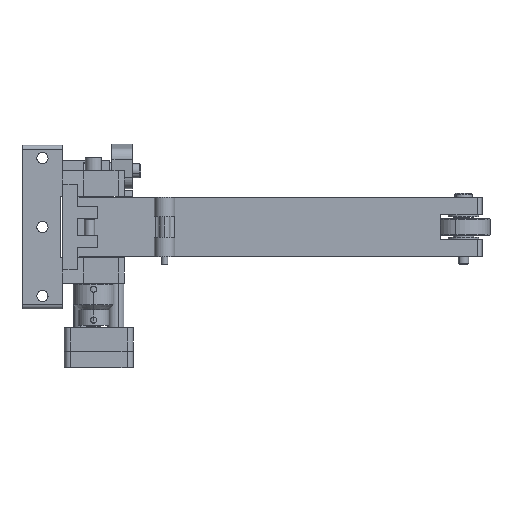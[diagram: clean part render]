
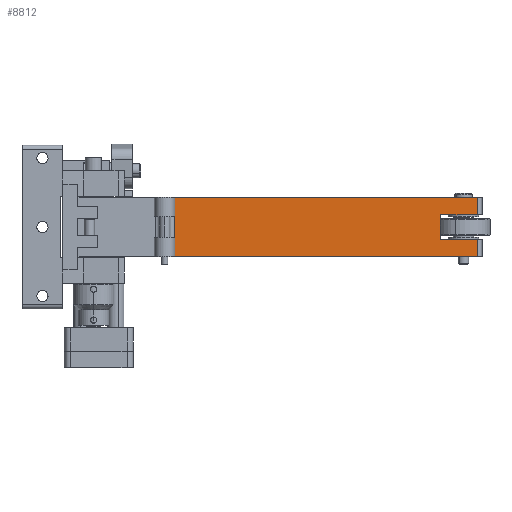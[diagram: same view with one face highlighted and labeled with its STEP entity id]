
A CAD part, front view. The second image highlights one B-rep face of the part: STEP entity #8812.
In plain terms, the highlighted face is planar.
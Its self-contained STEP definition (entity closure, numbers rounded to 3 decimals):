
#160 = CARTESIAN_POINT ( 'NONE',  ( 188., -10., 46. ) ) ;
#1672 = VECTOR ( 'NONE', #5522, 1000. ) ;
#2649 = VERTEX_POINT ( 'NONE', #9162 ) ;
#2944 = ORIENTED_EDGE ( 'NONE', *, *, #7202, .F. ) ;
#3133 = LINE ( 'NONE', #15262, #23873 ) ;
#3188 = LINE ( 'NONE', #9470, #10400 ) ;
#3601 = VERTEX_POINT ( 'NONE', #13022 ) ;
#4157 = ORIENTED_EDGE ( 'NONE', *, *, #12606, .T. ) ;
#4167 = VERTEX_POINT ( 'NONE', #22321 ) ;
#4492 = ORIENTED_EDGE ( 'NONE', *, *, #14373, .F. ) ;
#4538 = EDGE_LOOP ( 'NONE', ( #25133, #4157, #23213, #25269, #2944, #13229, #4492, #17710, #7517 ) ) ;
#4778 = EDGE_CURVE ( 'NONE', #7396, #7284, #14306, .T. ) ;
#5522 = DIRECTION ( 'NONE',  ( -1., 0., 0. ) ) ;
#6341 = DIRECTION ( 'NONE',  ( 1., 0., 0. ) ) ;
#7087 = DIRECTION ( 'NONE',  ( -1., 0., 0. ) ) ;
#7202 = EDGE_CURVE ( 'NONE', #19745, #7284, #12499, .T. ) ;
#7284 = VERTEX_POINT ( 'NONE', #13032 ) ;
#7396 = VERTEX_POINT ( 'NONE', #23321 ) ;
#7517 = ORIENTED_EDGE ( 'NONE', *, *, #13485, .T. ) ;
#7712 = PLANE ( 'NONE',  #24152 ) ;
#8683 = DIRECTION ( 'NONE',  ( -1., 0., 0. ) ) ;
#8812 = ADVANCED_FACE ( 'NONE', ( #26586 ), #7712, .F. ) ;
#9162 = CARTESIAN_POINT ( 'NONE',  ( 169.775, -10., 46. ) ) ;
#9470 = CARTESIAN_POINT ( 'NONE',  ( 188., -10., 25.5 ) ) ;
#9811 = CARTESIAN_POINT ( 'NONE',  ( 188., -10., 54.5 ) ) ;
#9878 = LINE ( 'NONE', #16132, #1672 ) ;
#10033 = DIRECTION ( 'NONE',  ( 0., 0., 1. ) ) ;
#10040 = EDGE_CURVE ( 'NONE', #24921, #12803, #21039, .T. ) ;
#10400 = VECTOR ( 'NONE', #18404, 1000. ) ;
#10478 = DIRECTION ( 'NONE',  ( -1., 0., 0. ) ) ;
#10599 = CARTESIAN_POINT ( 'NONE',  ( 190., -10., 25.5 ) ) ;
#11275 = VECTOR ( 'NONE', #6341, 1000. ) ;
#11843 = EDGE_CURVE ( 'NONE', #14475, #4167, #9878, .T. ) ;
#12399 = CARTESIAN_POINT ( 'NONE',  ( 181., -10., 46. ) ) ;
#12475 = VECTOR ( 'NONE', #13295, 1000. ) ;
#12499 = LINE ( 'NONE', #24703, #11275 ) ;
#12606 = EDGE_CURVE ( 'NONE', #4167, #3601, #15265, .T. ) ;
#12803 = VERTEX_POINT ( 'NONE', #12399 ) ;
#13022 = CARTESIAN_POINT ( 'NONE',  ( 39.5, -10., 25.5 ) ) ;
#13032 = CARTESIAN_POINT ( 'NONE',  ( 188., -10., 34. ) ) ;
#13229 = ORIENTED_EDGE ( 'NONE', *, *, #25787, .T. ) ;
#13295 = DIRECTION ( 'NONE',  ( 0., 0., 1. ) ) ;
#13485 = EDGE_CURVE ( 'NONE', #24921, #14475, #3188, .T. ) ;
#14306 = LINE ( 'NONE', #18219, #15132 ) ;
#14373 = EDGE_CURVE ( 'NONE', #12803, #2649, #3133, .T. ) ;
#14475 = VERTEX_POINT ( 'NONE', #9811 ) ;
#14821 = CARTESIAN_POINT ( 'NONE',  ( 190., -10., 46. ) ) ;
#15104 = VECTOR ( 'NONE', #10478, 1000. ) ;
#15127 = CARTESIAN_POINT ( 'NONE',  ( 39.5, -10., 25.5 ) ) ;
#15132 = VECTOR ( 'NONE', #26513, 1000. ) ;
#15262 = CARTESIAN_POINT ( 'NONE',  ( 190., -10., 46. ) ) ;
#15265 = LINE ( 'NONE', #15127, #18643 ) ;
#16005 = CARTESIAN_POINT ( 'NONE',  ( 190., -10., 25.5 ) ) ;
#16132 = CARTESIAN_POINT ( 'NONE',  ( 190., -10., 54.5 ) ) ;
#17710 = ORIENTED_EDGE ( 'NONE', *, *, #10040, .F. ) ;
#18219 = CARTESIAN_POINT ( 'NONE',  ( 188., -10., 25.5 ) ) ;
#18404 = DIRECTION ( 'NONE',  ( 0., 0., 1. ) ) ;
#18463 = LINE ( 'NONE', #10599, #19306 ) ;
#18643 = VECTOR ( 'NONE', #23394, 1000. ) ;
#19306 = VECTOR ( 'NONE', #8683, 1000. ) ;
#19745 = VERTEX_POINT ( 'NONE', #24037 ) ;
#21039 = LINE ( 'NONE', #14821, #15104 ) ;
#21648 = LINE ( 'NONE', #22723, #12475 ) ;
#21964 = DIRECTION ( 'NONE',  ( 0., 1., 0. ) ) ;
#22321 = CARTESIAN_POINT ( 'NONE',  ( 39.5, -10., 54.5 ) ) ;
#22723 = CARTESIAN_POINT ( 'NONE',  ( 169.775, -10., 35. ) ) ;
#23213 = ORIENTED_EDGE ( 'NONE', *, *, #24517, .F. ) ;
#23321 = CARTESIAN_POINT ( 'NONE',  ( 188., -10., 25.5 ) ) ;
#23394 = DIRECTION ( 'NONE',  ( 0., 0., -1. ) ) ;
#23873 = VECTOR ( 'NONE', #7087, 1000. ) ;
#24037 = CARTESIAN_POINT ( 'NONE',  ( 169.775, -10., 34. ) ) ;
#24152 = AXIS2_PLACEMENT_3D ( 'NONE', #16005, #21964, #10033 ) ;
#24517 = EDGE_CURVE ( 'NONE', #7396, #3601, #18463, .T. ) ;
#24703 = CARTESIAN_POINT ( 'NONE',  ( 169.775, -10., 34. ) ) ;
#24921 = VERTEX_POINT ( 'NONE', #160 ) ;
#25133 = ORIENTED_EDGE ( 'NONE', *, *, #11843, .T. ) ;
#25269 = ORIENTED_EDGE ( 'NONE', *, *, #4778, .T. ) ;
#25787 = EDGE_CURVE ( 'NONE', #19745, #2649, #21648, .T. ) ;
#26513 = DIRECTION ( 'NONE',  ( 0., 0., 1. ) ) ;
#26586 = FACE_OUTER_BOUND ( 'NONE', #4538, .T. ) ;
